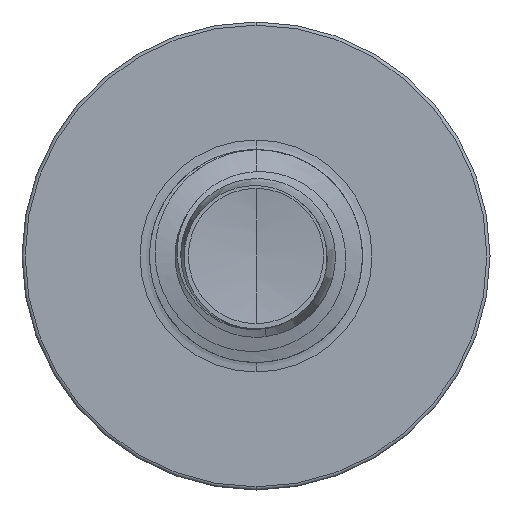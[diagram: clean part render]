
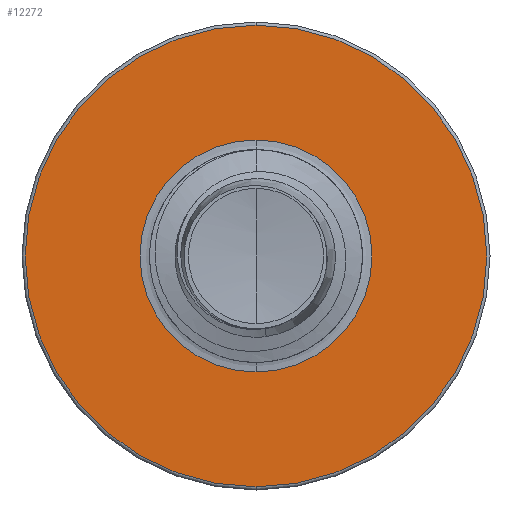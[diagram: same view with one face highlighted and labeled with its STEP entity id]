
A CAD part, front view. The second image highlights one B-rep face of the part: STEP entity #12272.
In plain terms, the highlighted planar face has unit normal (0, -1, 0).
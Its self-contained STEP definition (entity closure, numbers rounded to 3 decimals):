
#69 = CIRCLE ( 'NONE', #7590, 2.713 ) ;
#660 = ORIENTED_EDGE ( 'NONE', *, *, #1721, .T. ) ;
#1109 = CARTESIAN_POINT ( 'NONE',  ( 0., 4.5, 1.363 ) ) ;
#1233 = EDGE_CURVE ( 'NONE', #1760, #2272, #11008, .T. ) ;
#1490 = EDGE_LOOP ( 'NONE', ( #660, #8006 ) ) ;
#1721 = EDGE_CURVE ( 'NONE', #2272, #1760, #12207, .T. ) ;
#1760 = VERTEX_POINT ( 'NONE', #2386 ) ;
#1830 = EDGE_CURVE ( 'NONE', #4672, #3299, #69, .T. ) ;
#2142 = DIRECTION ( 'NONE',  ( 0., 0., 1. ) ) ;
#2165 = DIRECTION ( 'NONE',  ( 0., 1., 0. ) ) ;
#2169 = CARTESIAN_POINT ( 'NONE',  ( 0., 4.5, 0. ) ) ;
#2272 = VERTEX_POINT ( 'NONE', #1109 ) ;
#2305 = DIRECTION ( 'NONE',  ( 0., 0., 1. ) ) ;
#2327 = DIRECTION ( 'NONE',  ( 0., 1., 0. ) ) ;
#2343 = CARTESIAN_POINT ( 'NONE',  ( 0., 4.5, 0. ) ) ;
#2386 = CARTESIAN_POINT ( 'NONE',  ( 0., 4.5, -1.363 ) ) ;
#2682 = FACE_BOUND ( 'NONE', #1490, .T. ) ;
#3299 = VERTEX_POINT ( 'NONE', #5385 ) ;
#3357 = AXIS2_PLACEMENT_3D ( 'NONE', #11105, #11099, #11094 ) ;
#4014 = DIRECTION ( 'NONE',  ( 0., 0., 1. ) ) ;
#4020 = DIRECTION ( 'NONE',  ( 0., 1., 0. ) ) ;
#4035 = CARTESIAN_POINT ( 'NONE',  ( 0., 4.5, 0. ) ) ;
#4672 = VERTEX_POINT ( 'NONE', #4841 ) ;
#4841 = CARTESIAN_POINT ( 'NONE',  ( 0., 4.5, -2.712 ) ) ;
#5385 = CARTESIAN_POINT ( 'NONE',  ( 0., 4.5, 2.713 ) ) ;
#6740 = DIRECTION ( 'NONE',  ( 0., 0., 1. ) ) ;
#6761 = DIRECTION ( 'NONE',  ( 0., 1., 0. ) ) ;
#6784 = CARTESIAN_POINT ( 'NONE',  ( 0., 4.5, -1.363 ) ) ;
#6799 = PLANE ( 'NONE',  #12730 ) ;
#7018 = ORIENTED_EDGE ( 'NONE', *, *, #11354, .F. ) ;
#7590 = AXIS2_PLACEMENT_3D ( 'NONE', #2169, #2165, #2142 ) ;
#8006 = ORIENTED_EDGE ( 'NONE', *, *, #1233, .T. ) ;
#8011 = CIRCLE ( 'NONE', #3357, 2.713 ) ;
#8188 = FACE_OUTER_BOUND ( 'NONE', #9372, .T. ) ;
#9372 = EDGE_LOOP ( 'NONE', ( #7018, #12644 ) ) ;
#11008 = CIRCLE ( 'NONE', #13503, 1.363 ) ;
#11094 = DIRECTION ( 'NONE',  ( 0., 0., 1. ) ) ;
#11099 = DIRECTION ( 'NONE',  ( 0., 1., 0. ) ) ;
#11105 = CARTESIAN_POINT ( 'NONE',  ( 0., 4.5, 0. ) ) ;
#11354 = EDGE_CURVE ( 'NONE', #3299, #4672, #8011, .T. ) ;
#11970 = AXIS2_PLACEMENT_3D ( 'NONE', #2343, #2327, #2305 ) ;
#12207 = CIRCLE ( 'NONE', #11970, 1.363 ) ;
#12272 = ADVANCED_FACE ( 'NONE', ( #8188, #2682 ), #6799, .F. ) ;
#12644 = ORIENTED_EDGE ( 'NONE', *, *, #1830, .F. ) ;
#12730 = AXIS2_PLACEMENT_3D ( 'NONE', #6784, #6761, #6740 ) ;
#13503 = AXIS2_PLACEMENT_3D ( 'NONE', #4035, #4020, #4014 ) ;
